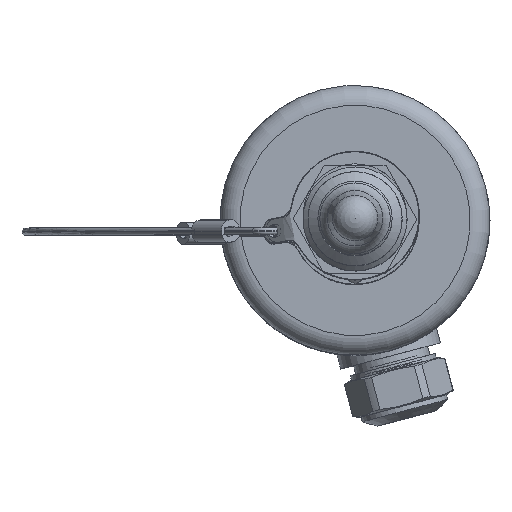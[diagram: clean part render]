
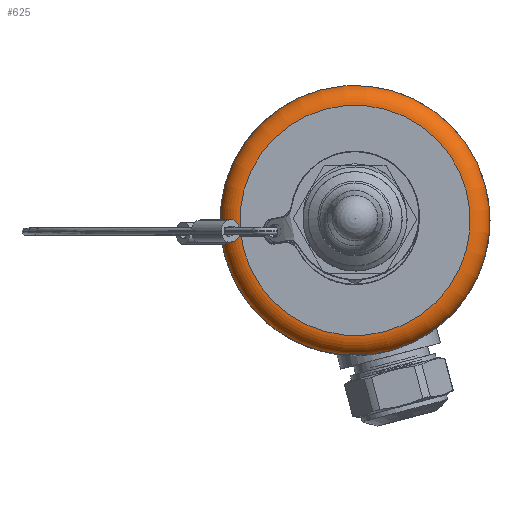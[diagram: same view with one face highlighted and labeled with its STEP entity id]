
A CAD part, top view. The second image highlights one B-rep face of the part: STEP entity #625.
In plain terms, the highlighted toroidal (fillet/blend) face has major radius 23.25 mm and minor radius 4 mm.
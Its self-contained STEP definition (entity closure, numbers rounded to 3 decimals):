
#625 = ADVANCED_FACE( '', ( #1498, #1499 ), #1500, .T. );
#1498 = FACE_OUTER_BOUND( '', #4517, .T. );
#1499 = FACE_OUTER_BOUND( '', #4518, .T. );
#1500 = TOROIDAL_SURFACE( '', #4519, 23.25, 4. );
#4517 = EDGE_LOOP( '', ( #8155 ) );
#4518 = EDGE_LOOP( '', ( #8156 ) );
#4519 = AXIS2_PLACEMENT_3D( '', #8157, #8158, #8159 );
#8155 = ORIENTED_EDGE( '', *, *, #10801, .T. );
#8156 = ORIENTED_EDGE( '', *, *, #10692, .F. );
#8157 = CARTESIAN_POINT( '', ( 0., 0., 39. ) );
#8158 = DIRECTION( '', ( 0., 0., -1. ) );
#8159 = DIRECTION( '', ( 0.247, -0.969, 0. ) );
#10692 = EDGE_CURVE( '', #12161, #12161, #12162, .T. );
#10801 = EDGE_CURVE( '', #12318, #12318, #12319, .T. );
#12161 = VERTEX_POINT( '', #15766 );
#12162 = CIRCLE( '', #15767, 23.25 );
#12318 = VERTEX_POINT( '', #16468 );
#12319 = CIRCLE( '', #16469, 27.25 );
#15766 = CARTESIAN_POINT( '', ( -5.907, 22.487, 43. ) );
#15767 = AXIS2_PLACEMENT_3D( '', #19019, #19020, #19021 );
#16468 = CARTESIAN_POINT( '', ( 6.923, -26.356, 39. ) );
#16469 = AXIS2_PLACEMENT_3D( '', #19107, #19108, #19109 );
#19019 = CARTESIAN_POINT( '', ( 0., 0., 43. ) );
#19020 = DIRECTION( '', ( 0., 0., 1. ) );
#19021 = DIRECTION( '', ( -0.254, 0.967, 0. ) );
#19107 = CARTESIAN_POINT( '', ( 0., 0., 39. ) );
#19108 = DIRECTION( '', ( 0., 0., 1. ) );
#19109 = DIRECTION( '', ( 0.254, -0.967, 0. ) );
